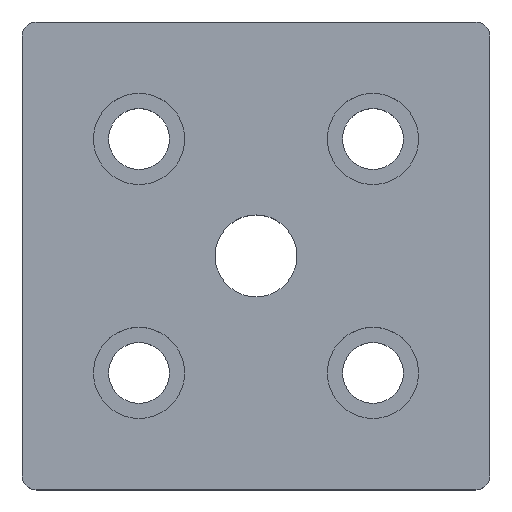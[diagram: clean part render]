
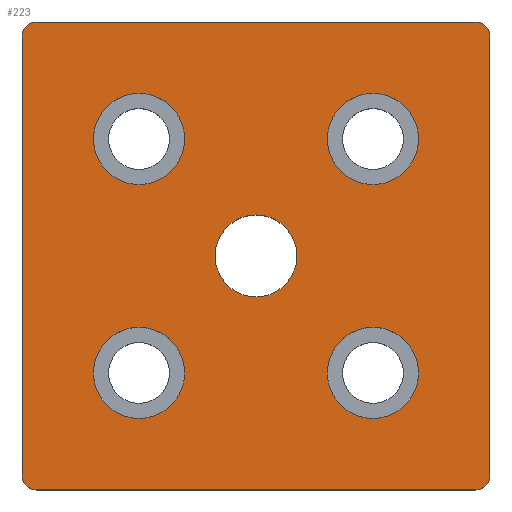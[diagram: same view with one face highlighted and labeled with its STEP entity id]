
A CAD part, top view. The second image highlights one B-rep face of the part: STEP entity #223.
In plain terms, the highlighted planar face has unit normal (0, 0, 1).
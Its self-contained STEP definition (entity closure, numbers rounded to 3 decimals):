
#2 = EDGE_LOOP ( 'NONE', ( #604 ) ) ;
#4 = EDGE_LOOP ( 'NONE', ( #603 ) ) ;
#5 = EDGE_LOOP ( 'NONE', ( #600, #601, #602, #593, #594, #595, #596, #597 ) ) ;
#41 = EDGE_LOOP ( 'NONE', ( #598 ) ) ;
#44 = EDGE_LOOP ( 'NONE', ( #605 ) ) ;
#101 = FACE_BOUND ( 'NONE', #44, .T. ) ;
#102 = FACE_BOUND ( 'NONE', #4, .T. ) ;
#103 = FACE_BOUND ( 'NONE', #621, .T. ) ;
#104 = FACE_BOUND ( 'NONE', #41, .T. ) ;
#105 = FACE_BOUND ( 'NONE', #2, .T. ) ;
#106 = FACE_OUTER_BOUND ( 'NONE', #5, .T. ) ;
#123 = CIRCLE ( 'NONE', #272, 9.75 ) ;
#126 = CIRCLE ( 'NONE', #283, 3. ) ;
#128 = CIRCLE ( 'NONE', #383, 3. ) ;
#130 = CIRCLE ( 'NONE', #274, 9.75 ) ;
#131 = CIRCLE ( 'NONE', #279, 9.75 ) ;
#132 = CIRCLE ( 'NONE', #280, 9.75 ) ;
#133 = CIRCLE ( 'NONE', #281, 8.75 ) ;
#134 = CIRCLE ( 'NONE', #282, 3. ) ;
#135 = CIRCLE ( 'NONE', #384, 3. ) ;
#147 = LINE ( 'NONE', #456, #150 ) ;
#150 = VECTOR ( 'NONE', #466, 1000. ) ;
#157 = LINE ( 'NONE', #474, #160 ) ;
#160 = VECTOR ( 'NONE', #475, 1000. ) ;
#161 = LINE ( 'NONE', #488, #171 ) ;
#171 = VECTOR ( 'NONE', #503, 1000. ) ;
#178 = LINE ( 'NONE', #513, #181 ) ;
#181 = VECTOR ( 'NONE', #514, 1000. ) ;
#184 = VERTEX_POINT ( 'NONE', #518 ) ;
#187 = VERTEX_POINT ( 'NONE', #505 ) ;
#188 = VERTEX_POINT ( 'NONE', #520 ) ;
#189 = VERTEX_POINT ( 'NONE', #521 ) ;
#190 = VERTEX_POINT ( 'NONE', #522 ) ;
#223 = ADVANCED_FACE ( 'NONE', ( #101, #105, #102, #104, #103, #106 ), #323, .F. ) ;
#232 = EDGE_CURVE ( 'NONE', #184, #184, #123, .T. ) ;
#233 = EDGE_CURVE ( 'NONE', #187, #187, #130, .T. ) ;
#234 = EDGE_CURVE ( 'NONE', #188, #188, #131, .T. ) ;
#235 = EDGE_CURVE ( 'NONE', #189, #189, #132, .T. ) ;
#236 = EDGE_CURVE ( 'NONE', #190, #190, #133, .T. ) ;
#237 = EDGE_CURVE ( 'NONE', #635, #643, #134, .T. ) ;
#238 = EDGE_CURVE ( 'NONE', #637, #557, #126, .T. ) ;
#239 = EDGE_CURVE ( 'NONE', #640, #628, #128, .T. ) ;
#240 = EDGE_CURVE ( 'NONE', #559, #636, #135, .T. ) ;
#269 = AXIS2_PLACEMENT_3D ( 'NONE', #329, #325, #330 ) ;
#272 = AXIS2_PLACEMENT_3D ( 'NONE', #357, #342, #358 ) ;
#274 = AXIS2_PLACEMENT_3D ( 'NONE', #360, #361, #362 ) ;
#279 = AXIS2_PLACEMENT_3D ( 'NONE', #363, #364, #365 ) ;
#280 = AXIS2_PLACEMENT_3D ( 'NONE', #366, #367, #368 ) ;
#281 = AXIS2_PLACEMENT_3D ( 'NONE', #369, #370, #371 ) ;
#282 = AXIS2_PLACEMENT_3D ( 'NONE', #372, #373, #374 ) ;
#283 = AXIS2_PLACEMENT_3D ( 'NONE', #375, #376, #377 ) ;
#323 = PLANE ( 'NONE',  #269 ) ;
#325 = DIRECTION ( 'NONE',  ( 0., 0., -1. ) ) ;
#329 = CARTESIAN_POINT ( 'NONE',  ( 0., 0., 7.5 ) ) ;
#330 = DIRECTION ( 'NONE',  ( -1., 0., 0. ) ) ;
#342 = DIRECTION ( 'NONE',  ( 0., 0., 1. ) ) ;
#357 = CARTESIAN_POINT ( 'NONE',  ( -25., -25., 7.5 ) ) ;
#358 = DIRECTION ( 'NONE',  ( 1., 0., 0. ) ) ;
#359 = DIRECTION ( 'NONE',  ( 0., 0., 1. ) ) ;
#360 = CARTESIAN_POINT ( 'NONE',  ( 25., -25., 7.5 ) ) ;
#361 = DIRECTION ( 'NONE',  ( 0., 0., 1. ) ) ;
#362 = DIRECTION ( 'NONE',  ( 1., 0., 0. ) ) ;
#363 = CARTESIAN_POINT ( 'NONE',  ( 25., 25., 7.5 ) ) ;
#364 = DIRECTION ( 'NONE',  ( 0., 0., 1. ) ) ;
#365 = DIRECTION ( 'NONE',  ( 1., 0., 0. ) ) ;
#366 = CARTESIAN_POINT ( 'NONE',  ( -25., 25., 7.5 ) ) ;
#367 = DIRECTION ( 'NONE',  ( 0., 0., 1. ) ) ;
#368 = DIRECTION ( 'NONE',  ( 1., 0., 0. ) ) ;
#369 = CARTESIAN_POINT ( 'NONE',  ( 0., 0., 7.5 ) ) ;
#370 = DIRECTION ( 'NONE',  ( 0., 0., 1. ) ) ;
#371 = DIRECTION ( 'NONE',  ( 1., 0., 0. ) ) ;
#372 = CARTESIAN_POINT ( 'NONE',  ( 47., -47., 7.5 ) ) ;
#373 = DIRECTION ( 'NONE',  ( 0., 0., 1. ) ) ;
#374 = DIRECTION ( 'NONE',  ( -1., 0., 0. ) ) ;
#375 = CARTESIAN_POINT ( 'NONE',  ( 47., 47., 7.5 ) ) ;
#376 = DIRECTION ( 'NONE',  ( 0., 0., 1. ) ) ;
#377 = DIRECTION ( 'NONE',  ( -1., 0., 0. ) ) ;
#378 = CARTESIAN_POINT ( 'NONE',  ( -47., 47., 7.5 ) ) ;
#379 = DIRECTION ( 'NONE',  ( 0., 0., 1. ) ) ;
#380 = DIRECTION ( 'NONE',  ( -1., 0., 0. ) ) ;
#382 = CARTESIAN_POINT ( 'NONE',  ( -47., -47., 7.5 ) ) ;
#383 = AXIS2_PLACEMENT_3D ( 'NONE', #378, #379, #380 ) ;
#384 = AXIS2_PLACEMENT_3D ( 'NONE', #382, #359, #415 ) ;
#415 = DIRECTION ( 'NONE',  ( -1., 0., 0. ) ) ;
#431 = CARTESIAN_POINT ( 'NONE',  ( -50., -47., 7.5 ) ) ;
#439 = CARTESIAN_POINT ( 'NONE',  ( 47., 50., 7.5 ) ) ;
#448 = CARTESIAN_POINT ( 'NONE',  ( -47., -50., 7.5 ) ) ;
#450 = CARTESIAN_POINT ( 'NONE',  ( -50., 47., 7.5 ) ) ;
#452 = CARTESIAN_POINT ( 'NONE',  ( -47., 50., 7.5 ) ) ;
#454 = CARTESIAN_POINT ( 'NONE',  ( 47., -50., 7.5 ) ) ;
#455 = CARTESIAN_POINT ( 'NONE',  ( 50., 47., 7.5 ) ) ;
#456 = CARTESIAN_POINT ( 'NONE',  ( -50., -50., 7.5 ) ) ;
#457 = CARTESIAN_POINT ( 'NONE',  ( 50., -47., 7.5 ) ) ;
#466 = DIRECTION ( 'NONE',  ( 0., -1., 0. ) ) ;
#474 = CARTESIAN_POINT ( 'NONE',  ( -50., -50., 7.5 ) ) ;
#475 = DIRECTION ( 'NONE',  ( 1., 0., 0. ) ) ;
#488 = CARTESIAN_POINT ( 'NONE',  ( 50., -50., 7.5 ) ) ;
#503 = DIRECTION ( 'NONE',  ( 0., 1., 0. ) ) ;
#505 = CARTESIAN_POINT ( 'NONE',  ( 34.75, -25., 7.5 ) ) ;
#513 = CARTESIAN_POINT ( 'NONE',  ( -50., 50., 7.5 ) ) ;
#514 = DIRECTION ( 'NONE',  ( -1., 0., 0. ) ) ;
#518 = CARTESIAN_POINT ( 'NONE',  ( -15.25, -25., 7.5 ) ) ;
#520 = CARTESIAN_POINT ( 'NONE',  ( 34.75, 25., 7.5 ) ) ;
#521 = CARTESIAN_POINT ( 'NONE',  ( -15.25, 25., 7.5 ) ) ;
#522 = CARTESIAN_POINT ( 'NONE',  ( 8.75, 0., 7.5 ) ) ;
#557 = VERTEX_POINT ( 'NONE', #439 ) ;
#559 = VERTEX_POINT ( 'NONE', #431 ) ;
#593 = ORIENTED_EDGE ( 'NONE', *, *, #238, .T. ) ;
#594 = ORIENTED_EDGE ( 'NONE', *, *, #685, .T. ) ;
#595 = ORIENTED_EDGE ( 'NONE', *, *, #239, .T. ) ;
#596 = ORIENTED_EDGE ( 'NONE', *, *, #656, .T. ) ;
#597 = ORIENTED_EDGE ( 'NONE', *, *, #240, .T. ) ;
#598 = ORIENTED_EDGE ( 'NONE', *, *, #235, .F. ) ;
#599 = ORIENTED_EDGE ( 'NONE', *, *, #236, .F. ) ;
#600 = ORIENTED_EDGE ( 'NONE', *, *, #670, .T. ) ;
#601 = ORIENTED_EDGE ( 'NONE', *, *, #237, .T. ) ;
#602 = ORIENTED_EDGE ( 'NONE', *, *, #679, .T. ) ;
#603 = ORIENTED_EDGE ( 'NONE', *, *, #234, .F. ) ;
#604 = ORIENTED_EDGE ( 'NONE', *, *, #233, .F. ) ;
#605 = ORIENTED_EDGE ( 'NONE', *, *, #232, .F. ) ;
#621 = EDGE_LOOP ( 'NONE', ( #599 ) ) ;
#628 = VERTEX_POINT ( 'NONE', #450 ) ;
#635 = VERTEX_POINT ( 'NONE', #454 ) ;
#636 = VERTEX_POINT ( 'NONE', #448 ) ;
#637 = VERTEX_POINT ( 'NONE', #455 ) ;
#640 = VERTEX_POINT ( 'NONE', #452 ) ;
#643 = VERTEX_POINT ( 'NONE', #457 ) ;
#656 = EDGE_CURVE ( 'NONE', #628, #559, #147, .T. ) ;
#670 = EDGE_CURVE ( 'NONE', #636, #635, #157, .T. ) ;
#679 = EDGE_CURVE ( 'NONE', #643, #637, #161, .T. ) ;
#685 = EDGE_CURVE ( 'NONE', #557, #640, #178, .T. ) ;
